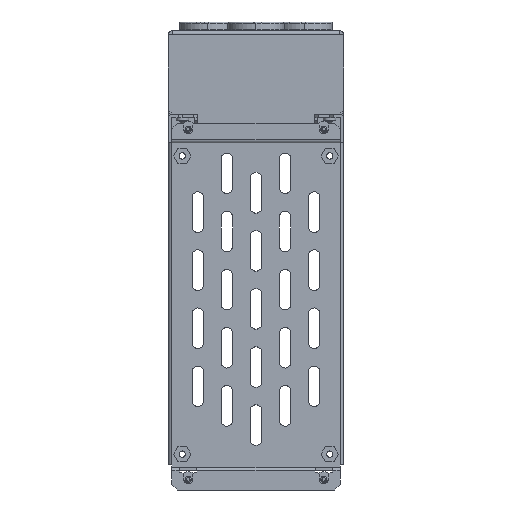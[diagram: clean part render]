
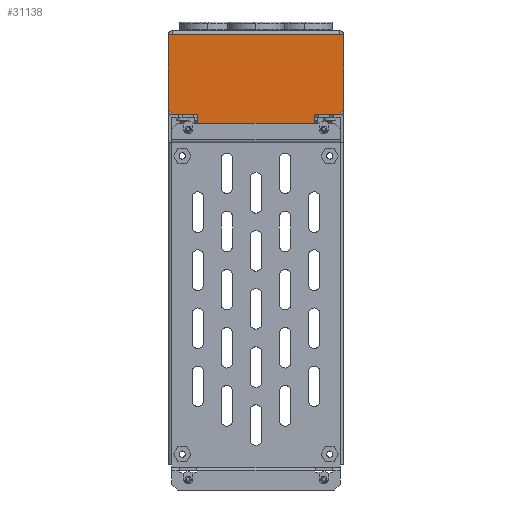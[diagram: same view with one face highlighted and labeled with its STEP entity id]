
A CAD part, front view. The second image highlights one B-rep face of the part: STEP entity #31138.
In plain terms, the highlighted planar face has unit normal (0, -1, 0).
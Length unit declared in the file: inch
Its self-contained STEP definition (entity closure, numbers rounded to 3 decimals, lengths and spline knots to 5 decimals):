
#306 = VERTEX_POINT ( 'NONE', #27604 ) ;
#715 = PLANE ( 'NONE',  #9004 ) ;
#947 = CARTESIAN_POINT ( 'NONE',  ( 0., 2.52362, 0.65354 ) ) ;
#1295 = EDGE_CURVE ( 'NONE', #40264, #13828, #20009, .T. ) ;
#1402 = VECTOR ( 'NONE', #22778, 39.37008 ) ;
#1414 = VECTOR ( 'NONE', #43033, 39.37008 ) ;
#1437 = DIRECTION ( 'NONE',  ( 0., 0., 1. ) ) ;
#1604 = LINE ( 'NONE', #32899, #13225 ) ;
#2087 = VERTEX_POINT ( 'NONE', #5483 ) ;
#2163 = DIRECTION ( 'NONE',  ( 0., 0., -1. ) ) ;
#3175 = VERTEX_POINT ( 'NONE', #30999 ) ;
#3298 = EDGE_LOOP ( 'NONE', ( #9855, #11953, #22617, #32424, #20196, #22413, #11103, #9871, #17759, #14672, #18636, #10407, #42321, #4216, #42458, #40925 ) ) ;
#3518 = VECTOR ( 'NONE', #10610, 39.37008 ) ;
#4022 = DIRECTION ( 'NONE',  ( 0., 0., 1. ) ) ;
#4216 = ORIENTED_EDGE ( 'NONE', *, *, #42312, .T. ) ;
#4243 = CARTESIAN_POINT ( 'NONE',  ( 1.70079, 2.52362, 2.34646 ) ) ;
#5483 = CARTESIAN_POINT ( 'NONE',  ( -1.1811, 2.52362, 0.10236 ) ) ;
#5549 = CARTESIAN_POINT ( 'NONE',  ( -1.70079, 2.52362, 2.26772 ) ) ;
#6818 = CARTESIAN_POINT ( 'NONE',  ( -1.77953, 2.52362, 0.73228 ) ) ;
#7002 = VECTOR ( 'NONE', #19184, 39.37008 ) ;
#7064 = DIRECTION ( 'NONE',  ( 0., 0., -1. ) ) ;
#7472 = VERTEX_POINT ( 'NONE', #21918 ) ;
#7506 = LINE ( 'NONE', #31594, #9929 ) ;
#7619 = LINE ( 'NONE', #8520, #15025 ) ;
#7683 = DIRECTION ( 'NONE',  ( 0., -1., 0. ) ) ;
#7968 = CARTESIAN_POINT ( 'NONE',  ( 1.70079, 2.52362, 2.28346 ) ) ;
#8520 = CARTESIAN_POINT ( 'NONE',  ( -1.70079, 2.52362, 2.34646 ) ) ;
#8856 = CARTESIAN_POINT ( 'NONE',  ( 1.77953, 2.52362, 2.34646 ) ) ;
#9004 = AXIS2_PLACEMENT_3D ( 'NONE', #14427, #7683, #28165 ) ;
#9055 = EDGE_CURVE ( 'NONE', #2087, #23695, #40378, .T. ) ;
#9855 = ORIENTED_EDGE ( 'NONE', *, *, #29556, .T. ) ;
#9871 = ORIENTED_EDGE ( 'NONE', *, *, #22936, .T. ) ;
#9929 = VECTOR ( 'NONE', #7064, 39.37008 ) ;
#10165 = LINE ( 'NONE', #37661, #3518 ) ;
#10407 = ORIENTED_EDGE ( 'NONE', *, *, #44151, .T. ) ;
#10610 = DIRECTION ( 'NONE',  ( -1., 0., 0. ) ) ;
#11103 = ORIENTED_EDGE ( 'NONE', *, *, #1295, .T. ) ;
#11953 = ORIENTED_EDGE ( 'NONE', *, *, #17665, .T. ) ;
#12065 = LINE ( 'NONE', #12290, #28358 ) ;
#12206 = EDGE_CURVE ( 'NONE', #35696, #24577, #33153, .T. ) ;
#12290 = CARTESIAN_POINT ( 'NONE',  ( -1.1811, 2.52362, 2.34646 ) ) ;
#12344 = CARTESIAN_POINT ( 'NONE',  ( -1.1811, 2.52362, 0.65354 ) ) ;
#12348 = LINE ( 'NONE', #26073, #20991 ) ;
#12519 = CARTESIAN_POINT ( 'NONE',  ( 0., 2.52362, 2.26772 ) ) ;
#12576 = VERTEX_POINT ( 'NONE', #42573 ) ;
#12652 = CARTESIAN_POINT ( 'NONE',  ( 0., 2.52362, 0.65354 ) ) ;
#12934 = EDGE_CURVE ( 'NONE', #24577, #2087, #12065, .T. ) ;
#13225 = VECTOR ( 'NONE', #39213, 39.37008 ) ;
#13828 = VERTEX_POINT ( 'NONE', #36941 ) ;
#14427 = CARTESIAN_POINT ( 'NONE',  ( 0., 2.52362, 2.34646 ) ) ;
#14672 = ORIENTED_EDGE ( 'NONE', *, *, #26001, .T. ) ;
#15025 = VECTOR ( 'NONE', #42758, 39.37008 ) ;
#16016 = CARTESIAN_POINT ( 'NONE',  ( -1.1811, 2.52362, 0.10236 ) ) ;
#16849 = CARTESIAN_POINT ( 'NONE',  ( 1.70079, 2.52362, 2.26772 ) ) ;
#16944 = CARTESIAN_POINT ( 'NONE',  ( 1.70079, 2.52362, 0.65354 ) ) ;
#17665 = EDGE_CURVE ( 'NONE', #38206, #35696, #40697, .T. ) ;
#17759 = ORIENTED_EDGE ( 'NONE', *, *, #18237, .T. ) ;
#17882 = EDGE_CURVE ( 'NONE', #23695, #40264, #12348, .T. ) ;
#18237 = EDGE_CURVE ( 'NONE', #12576, #3175, #41288, .T. ) ;
#18636 = ORIENTED_EDGE ( 'NONE', *, *, #30883, .T. ) ;
#18759 = CARTESIAN_POINT ( 'NONE',  ( 1.10236, 2.52362, 0.02362 ) ) ;
#19054 = VECTOR ( 'NONE', #36398, 39.37008 ) ;
#19184 = DIRECTION ( 'NONE',  ( 0., 0., 1. ) ) ;
#20009 = LINE ( 'NONE', #33552, #1414 ) ;
#20196 = ORIENTED_EDGE ( 'NONE', *, *, #9055, .T. ) ;
#20260 = VERTEX_POINT ( 'NONE', #43880 ) ;
#20991 = VECTOR ( 'NONE', #39854, 39.37008 ) ;
#21458 = VECTOR ( 'NONE', #1437, 39.37008 ) ;
#21918 = CARTESIAN_POINT ( 'NONE',  ( -1.77953, 2.52362, 2.26772 ) ) ;
#22124 = LINE ( 'NONE', #8856, #21458 ) ;
#22413 = ORIENTED_EDGE ( 'NONE', *, *, #17882, .T. ) ;
#22617 = ORIENTED_EDGE ( 'NONE', *, *, #12206, .T. ) ;
#22778 = DIRECTION ( 'NONE',  ( 0.707, 0., -0.707 ) ) ;
#22936 = EDGE_CURVE ( 'NONE', #13828, #12576, #36326, .T. ) ;
#23695 = VERTEX_POINT ( 'NONE', #28275 ) ;
#24577 = VERTEX_POINT ( 'NONE', #12344 ) ;
#26001 = EDGE_CURVE ( 'NONE', #3175, #20260, #37908, .T. ) ;
#26073 = CARTESIAN_POINT ( 'NONE',  ( 0., 2.52362, 0.02362 ) ) ;
#26816 = CARTESIAN_POINT ( 'NONE',  ( -1.70079, 2.52362, 2.28346 ) ) ;
#27604 = CARTESIAN_POINT ( 'NONE',  ( 1.77953, 2.52362, 2.26772 ) ) ;
#27939 = VERTEX_POINT ( 'NONE', #5549 ) ;
#28165 = DIRECTION ( 'NONE',  ( 0., 0., -1. ) ) ;
#28275 = CARTESIAN_POINT ( 'NONE',  ( -1.10236, 2.52362, 0.02362 ) ) ;
#28358 = VECTOR ( 'NONE', #2163, 39.37008 ) ;
#29556 = EDGE_CURVE ( 'NONE', #7472, #38206, #7506, .T. ) ;
#30418 = EDGE_CURVE ( 'NONE', #32417, #27939, #7619, .T. ) ;
#30883 = EDGE_CURVE ( 'NONE', #20260, #306, #22124, .T. ) ;
#30999 = CARTESIAN_POINT ( 'NONE',  ( 1.70079, 2.52362, 0.65354 ) ) ;
#31102 = VECTOR ( 'NONE', #37520, 39.37008 ) ;
#31138 = ADVANCED_FACE ( 'NONE', ( #41709 ), #715, .T. ) ;
#31340 = DIRECTION ( 'NONE',  ( 1., 0., 0. ) ) ;
#31347 = DIRECTION ( 'NONE',  ( 0.707, 0., 0.707 ) ) ;
#31594 = CARTESIAN_POINT ( 'NONE',  ( -1.77953, 2.52362, 2.34646 ) ) ;
#32417 = VERTEX_POINT ( 'NONE', #26816 ) ;
#32424 = ORIENTED_EDGE ( 'NONE', *, *, #12934, .T. ) ;
#32899 = CARTESIAN_POINT ( 'NONE',  ( 0., 2.52362, 2.26772 ) ) ;
#32942 = DIRECTION ( 'NONE',  ( 1., 0., 0. ) ) ;
#33153 = LINE ( 'NONE', #12652, #35516 ) ;
#33552 = CARTESIAN_POINT ( 'NONE',  ( 1.10236, 2.52362, 0.02362 ) ) ;
#33909 = CARTESIAN_POINT ( 'NONE',  ( -1.77953, 2.52362, 0.73228 ) ) ;
#33973 = VERTEX_POINT ( 'NONE', #16849 ) ;
#34141 = EDGE_CURVE ( 'NONE', #33973, #38030, #38032, .T. ) ;
#35516 = VECTOR ( 'NONE', #32942, 39.37008 ) ;
#35637 = EDGE_CURVE ( 'NONE', #27939, #7472, #1604, .T. ) ;
#35696 = VERTEX_POINT ( 'NONE', #41767 ) ;
#36326 = LINE ( 'NONE', #36544, #7002 ) ;
#36398 = DIRECTION ( 'NONE',  ( -1., 0., 0. ) ) ;
#36544 = CARTESIAN_POINT ( 'NONE',  ( 1.1811, 2.52362, 2.34646 ) ) ;
#36916 = VECTOR ( 'NONE', #31340, 39.37008 ) ;
#36941 = CARTESIAN_POINT ( 'NONE',  ( 1.1811, 2.52362, 0.10236 ) ) ;
#37520 = DIRECTION ( 'NONE',  ( 0.707, 0., -0.707 ) ) ;
#37661 = CARTESIAN_POINT ( 'NONE',  ( 0., 2.52362, 2.28346 ) ) ;
#37908 = LINE ( 'NONE', #16944, #43394 ) ;
#38030 = VERTEX_POINT ( 'NONE', #7968 ) ;
#38032 = LINE ( 'NONE', #4243, #40455 ) ;
#38206 = VERTEX_POINT ( 'NONE', #6818 ) ;
#39213 = DIRECTION ( 'NONE',  ( -1., 0., 0. ) ) ;
#39854 = DIRECTION ( 'NONE',  ( 1., 0., 0. ) ) ;
#40264 = VERTEX_POINT ( 'NONE', #18759 ) ;
#40378 = LINE ( 'NONE', #16016, #1402 ) ;
#40455 = VECTOR ( 'NONE', #4022, 39.37008 ) ;
#40697 = LINE ( 'NONE', #33909, #31102 ) ;
#40925 = ORIENTED_EDGE ( 'NONE', *, *, #35637, .T. ) ;
#41288 = LINE ( 'NONE', #947, #36916 ) ;
#41709 = FACE_OUTER_BOUND ( 'NONE', #3298, .T. ) ;
#41767 = CARTESIAN_POINT ( 'NONE',  ( -1.70079, 2.52362, 0.65354 ) ) ;
#42312 = EDGE_CURVE ( 'NONE', #38030, #32417, #10165, .T. ) ;
#42321 = ORIENTED_EDGE ( 'NONE', *, *, #34141, .T. ) ;
#42458 = ORIENTED_EDGE ( 'NONE', *, *, #30418, .T. ) ;
#42573 = CARTESIAN_POINT ( 'NONE',  ( 1.1811, 2.52362, 0.65354 ) ) ;
#42714 = LINE ( 'NONE', #12519, #19054 ) ;
#42758 = DIRECTION ( 'NONE',  ( 0., 0., -1. ) ) ;
#43033 = DIRECTION ( 'NONE',  ( 0.707, 0., 0.707 ) ) ;
#43394 = VECTOR ( 'NONE', #31347, 39.37008 ) ;
#43880 = CARTESIAN_POINT ( 'NONE',  ( 1.77953, 2.52362, 0.73228 ) ) ;
#44151 = EDGE_CURVE ( 'NONE', #306, #33973, #42714, .T. ) ;
